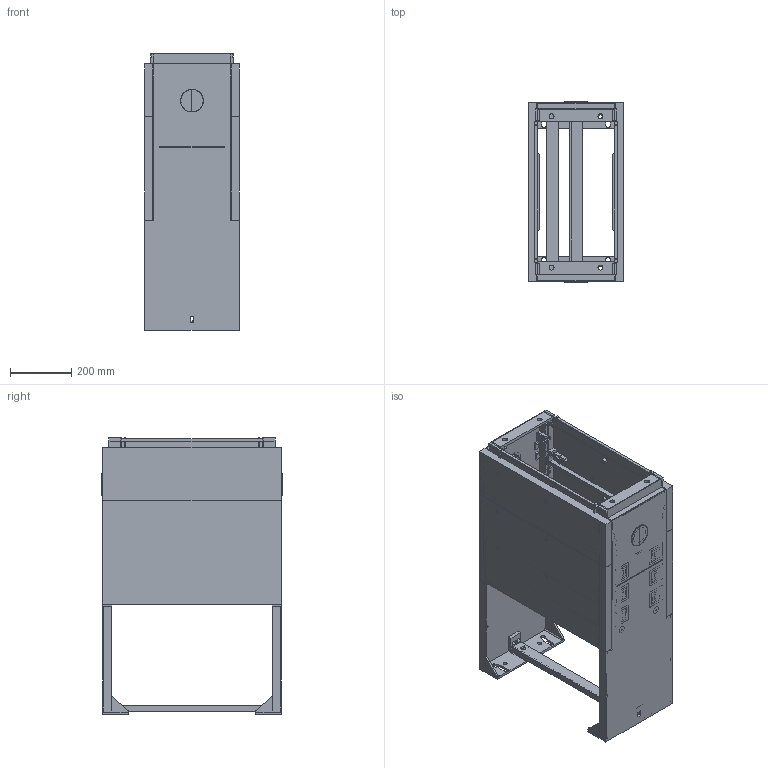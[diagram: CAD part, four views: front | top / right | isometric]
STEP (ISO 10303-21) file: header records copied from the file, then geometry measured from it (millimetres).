
FILE_DESCRIPTION(('CATIA V5 STEP'),'2;1');
FILE_NAME('S9040000_Normsockel_FP0_10.stp','2012-10-29T06:34:56+00:00',('none'),('Jean Müller GmbH'),'CATIA Version 5 Release 19 SP 9 (IN-10)','CATIA V5 STEP AP214','none');
FILE_SCHEMA(('AUTOMOTIVE_DESIGN { 1 0 10303 214 1 1 1 1 }'));
Products named in the file (8): S9040000_Normsockel_FP0_10; S0000_Normsockel_FP0_10_Referenzen; 33511_L_Sockel_Seitenwand; 33515_L_Vorderwand unten; 33514_L_Vorderwand oben; 33780_PG_Blindabdeckung; 155419_01_Stabilisierungsschiene_; 156172_01_Kabelschiene
Assembly tree (11 placements, depth 2):
  S9040000_Normsockel_FP0_10
    S0000_Normsockel_FP0_10_Referenzen
    33511_L_Sockel_Seitenwand  x2
    33515_L_Vorderwand unten  x2
    33514_L_Vorderwand oben  x2
    33780_PG_Blindabdeckung  x2
    155419_01_Stabilisierungsschiene_
    156172_01_Kabelschiene
Bounding box: 310 x 591.6 x 905.1 mm (x, y, z)
Volume: 7076716.7 mm3; surface area: 3709780 mm2
Topology: 12 solids, 12 shells, 3277 faces, 8991 edges, 5752 vertices
Faces by surface type: plane 2544, cylinder 461, cone 136, bspline 68, sphere 48, torus 16, extrusion 4
Entity records: 62159 total; most frequent: CARTESIAN_POINT 11275, ORIENTED_EDGE 8994, DIRECTION 6678, EDGE_CURVE 4497, VECTOR 3652, LINE 3650, VERTEX_POINT 2897, AXIS2_PLACEMENT_3D 1799
